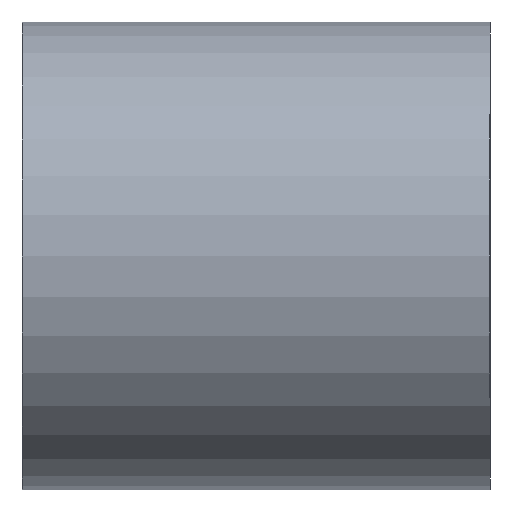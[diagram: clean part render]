
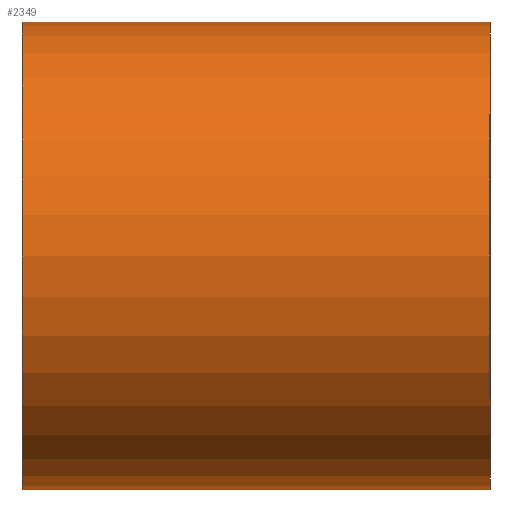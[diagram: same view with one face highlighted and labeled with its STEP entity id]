
A CAD part, left-side view. The second image highlights one B-rep face of the part: STEP entity #2349.
In plain terms, the highlighted cylindrical face has radius 8.5 mm (diameter 17 mm), a partial arc.
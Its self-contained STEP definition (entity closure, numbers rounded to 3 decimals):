
#424 = CARTESIAN_POINT ( 'NONE',  ( 0., -8.5, -8.5 ) ) ;
#425 = VECTOR ( 'NONE', #430, 1000. ) ;
#426 = CARTESIAN_POINT ( 'NONE',  ( 0., 10.366, -8.5 ) ) ;
#427 = LINE ( 'NONE', #426, #425 ) ;
#428 = CARTESIAN_POINT ( 'NONE',  ( 0., 8.5, -8.5 ) ) ;
#430 = DIRECTION ( 'NONE',  ( 0., 1., 0. ) ) ;
#458 = CARTESIAN_POINT ( 'NONE',  ( 0., -8.5, 8.5 ) ) ;
#598 = DIRECTION ( 'NONE',  ( 0., 0., 1. ) ) ;
#599 = DIRECTION ( 'NONE',  ( 0., 1., 0. ) ) ;
#1090 = CARTESIAN_POINT ( 'NONE',  ( 0., 8.5, 8.5 ) ) ;
#1107 = CYLINDRICAL_SURFACE ( 'NONE', #1114, 8.5 ) ;
#1108 = DIRECTION ( 'NONE',  ( 0., 0., 1. ) ) ;
#1109 = DIRECTION ( 'NONE',  ( 0., -1., 0. ) ) ;
#1113 = CARTESIAN_POINT ( 'NONE',  ( 0., 10.366, 0. ) ) ;
#1114 = AXIS2_PLACEMENT_3D ( 'NONE', #1113, #599, #598 ) ;
#1121 = DIRECTION ( 'NONE',  ( 0., 1., 0. ) ) ;
#1122 = VECTOR ( 'NONE', #1121, 1000. ) ;
#1133 = CARTESIAN_POINT ( 'NONE',  ( 0., 10.366, 8.5 ) ) ;
#1134 = LINE ( 'NONE', #1133, #1122 ) ;
#1146 = CARTESIAN_POINT ( 'NONE',  ( 0., 8.5, 0. ) ) ;
#1147 = AXIS2_PLACEMENT_3D ( 'NONE', #1146, #1109, #1108 ) ;
#1148 = CIRCLE ( 'NONE', #1147, 8.5 ) ;
#1149 = FACE_OUTER_BOUND ( 'NONE', #2403, .T. ) ;
#1283 = CIRCLE ( 'NONE', #1314, 8.5 ) ;
#1314 = AXIS2_PLACEMENT_3D ( 'NONE', #1335, #1324, #1326 ) ;
#1324 = DIRECTION ( 'NONE',  ( 0., 1., 0. ) ) ;
#1326 = DIRECTION ( 'NONE',  ( 0., 0., -1. ) ) ;
#1335 = CARTESIAN_POINT ( 'NONE',  ( 0., -8.5, 0. ) ) ;
#2193 = VERTEX_POINT ( 'NONE', #458 ) ;
#2194 = VERTEX_POINT ( 'NONE', #424 ) ;
#2196 = EDGE_CURVE ( 'NONE', #2194, #2197, #427, .T. ) ;
#2197 = VERTEX_POINT ( 'NONE', #428 ) ;
#2270 = ORIENTED_EDGE ( 'NONE', *, *, #2336, .T. ) ;
#2334 = VERTEX_POINT ( 'NONE', #1090 ) ;
#2336 = EDGE_CURVE ( 'NONE', #2193, #2334, #1134, .T. ) ;
#2346 = EDGE_CURVE ( 'NONE', #2334, #2197, #1148, .T. ) ;
#2349 = ADVANCED_FACE ( 'NONE', ( #1149 ), #1107, .T. ) ;
#2350 = ORIENTED_EDGE ( 'NONE', *, *, #2196, .F. ) ;
#2351 = ORIENTED_EDGE ( 'NONE', *, *, #2406, .T. ) ;
#2403 = EDGE_LOOP ( 'NONE', ( #2350, #2351, #2270, #2447 ) ) ;
#2406 = EDGE_CURVE ( 'NONE', #2194, #2193, #1283, .T. ) ;
#2447 = ORIENTED_EDGE ( 'NONE', *, *, #2346, .T. ) ;
